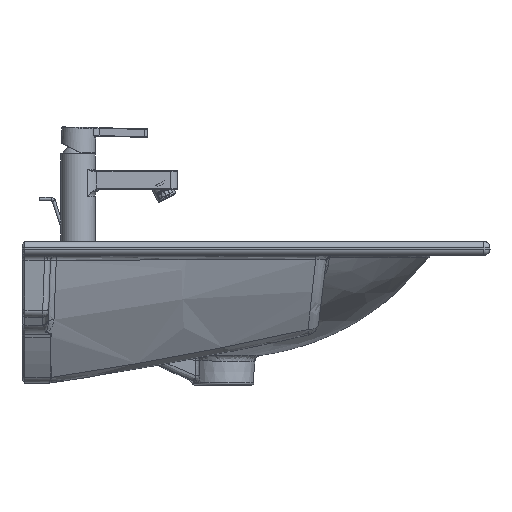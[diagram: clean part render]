
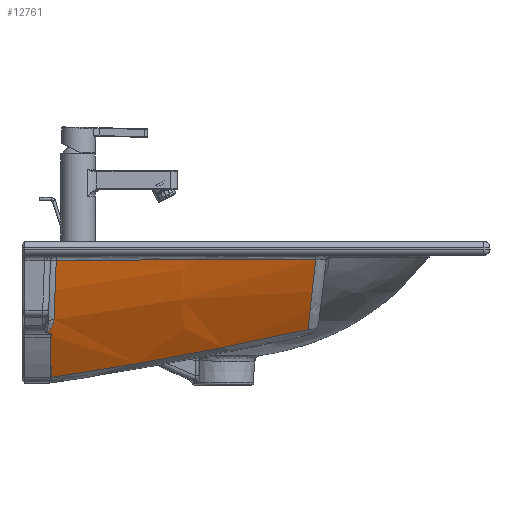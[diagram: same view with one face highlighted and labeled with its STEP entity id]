
A CAD part, front view. The second image highlights one B-rep face of the part: STEP entity #12761.
In plain terms, the highlighted free-form (B-spline) face has degree [4, 2] with [5, 3] control points.
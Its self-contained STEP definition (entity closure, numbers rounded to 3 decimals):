
#11873=CARTESIAN_POINT('',(108.004,-261.256,-20.666));
#11874=VERTEX_POINT('',#11873);
#11891=CARTESIAN_POINT('',(99.014,-221.193,-102.364));
#11892=VERTEX_POINT('',#11891);
#11893=CARTESIAN_POINT('',(108.004,-261.256,-20.666));
#11894=CARTESIAN_POINT('',(107.179,-258.656,-28.183));
#11895=CARTESIAN_POINT('',(106.362,-255.817,-35.617));
#11896=CARTESIAN_POINT('',(105.556,-252.743,-42.95));
#11897=CARTESIAN_POINT('',(103.279,-244.058,-63.67));
#11898=CARTESIAN_POINT('',(101.085,-233.493,-83.592));
#11899=CARTESIAN_POINT('',(99.014,-221.193,-102.364));
#11900=B_SPLINE_CURVE_WITH_KNOTS('',3,(#11893,#11894,#11895,#11896,#11897,#11898,#11899),.UNSPECIFIED.,.F.,.U.,(4,3,4),(138.932,171.824,264.756),.UNSPECIFIED.);
#11901=EDGE_CURVE('',#11874,#11892,#11900,.T.);
#12006=CARTESIAN_POINT('',(-200.505,-221.193,-158.188));
#12007=VERTEX_POINT('',#12006);
#12008=CARTESIAN_POINT('',(-781.924,-221.193,3792.833));
#12009=DIRECTION('',(0.0,1.0,0.0));
#12010=DIRECTION('',(1.0,0.0,0.0));
#12011=AXIS2_PLACEMENT_3D('',#12008,#12009,#12010);
#12012=CIRCLE('',#12011,3993.572);
#12013=EDGE_CURVE('',#11892,#12007,#12012,.T.);
#12659=CARTESIAN_POINT('',(-204.561,-276.515,-23.315));
#12660=CARTESIAN_POINT('',(-204.595,-270.024,-59.597));
#12661=CARTESIAN_POINT('',(-204.628,-258.437,-94.971));
#12662=CARTESIAN_POINT('',(-204.659,-241.953,-128.345));
#12663=CARTESIAN_POINT('',(-204.688,-221.193,-158.801));
#12664=CARTESIAN_POINT('',(-49.358,-276.515,0.167));
#12665=CARTESIAN_POINT('',(-47.916,-270.024,-36.117));
#12666=CARTESIAN_POINT('',(-46.51,-258.437,-71.492));
#12667=CARTESIAN_POINT('',(-45.184,-241.953,-104.867));
#12668=CARTESIAN_POINT('',(-43.974,-221.193,-135.325));
#12669=CARTESIAN_POINT('',(103.426,-276.515,36.174));
#12670=CARTESIAN_POINT('',(106.339,-270.024,0.009));
#12671=CARTESIAN_POINT('',(109.179,-258.437,-35.25));
#12672=CARTESIAN_POINT('',(111.858,-241.953,-68.517));
#12673=CARTESIAN_POINT('',(114.303,-221.193,-98.875));
#12681=(BOUNDED_SURFACE()B_SPLINE_SURFACE(4,2,((#12659,#12664,#12669),(#12660,#12665,#12670),(#12661,#12666,#12671),(#12662,#12667,#12672),(#12663,#12668,#12673)),.SURF_OF_REVOLUTION.,.F.,.F.,.U.)B_SPLINE_SURFACE_WITH_KNOTS((5,5),(3,3),(-1037.594,-890.16),(0.0,1.0),.UNSPECIFIED.)GEOMETRIC_REPRESENTATION_ITEM()RATIONAL_B_SPLINE_SURFACE(((1.0,0.999,1.0),(1.0,0.999,1.0),(1.0,0.999,1.0),(1.0,0.999,1.0),(1.0,0.999,1.0)))REPRESENTATION_ITEM('')SURFACE());
#12682=CARTESIAN_POINT('',(-194.43,-276.515,-21.768));
#12683=VERTEX_POINT('',#12682);
#12684=CARTESIAN_POINT('',(108.004,-261.256,-20.666));
#12685=CARTESIAN_POINT('',(31.765,-267.454,-20.993));
#12686=CARTESIAN_POINT('',(-44.557,-271.424,-21.281));
#12687=CARTESIAN_POINT('',(-120.877,-274.197,-21.537));
#12688=CARTESIAN_POINT('',(-126.704,-274.409,-21.556));
#12689=CARTESIAN_POINT('',(-132.531,-274.614,-21.576));
#12690=CARTESIAN_POINT('',(-138.357,-274.812,-21.594));
#12691=CARTESIAN_POINT('',(-157.047,-275.446,-21.655));
#12692=CARTESIAN_POINT('',(-175.738,-276.01,-21.712));
#12693=CARTESIAN_POINT('',(-194.43,-276.515,-21.768));
#12694=B_SPLINE_CURVE_WITH_KNOTS('',3,(#12684,#12685,#12686,#12687,#12688,#12689,#12690,#12691,#12692,#12693),.UNSPECIFIED.,.F.,.U.,(4,3,3,4),(439.04,769.746,794.994,875.98),.UNSPECIFIED.);
#12695=EDGE_CURVE('',#11874,#12683,#12694,.T.);
#12696=ORIENTED_EDGE('',*,*,#12695,.T.);
#12697=CARTESIAN_POINT('',(-197.099,-256.75,-91.04));
#12698=VERTEX_POINT('',#12697);
#12699=CARTESIAN_POINT('',(-194.43,-276.515,-21.768));
#12700=CARTESIAN_POINT('',(-195.344,-272.304,-45.454));
#12701=CARTESIAN_POINT('',(-196.24,-265.671,-68.706));
#12702=CARTESIAN_POINT('',(-197.099,-256.75,-91.04));
#12703=B_SPLINE_CURVE_WITH_KNOTS('',3,(#12699,#12700,#12701,#12702),.UNSPECIFIED.,.F.,.U.,(4,4),(52.444,155.301),.UNSPECIFIED.);
#12704=EDGE_CURVE('',#12683,#12698,#12703,.T.);
#12705=ORIENTED_EDGE('',*,*,#12704,.T.);
#12706=CARTESIAN_POINT('',(-204.638,-251.198,-105.215));
#12707=VERTEX_POINT('',#12706);
#12708=CARTESIAN_POINT('',(-197.099,-256.75,-91.04));
#12709=CARTESIAN_POINT('',(-197.163,-256.089,-92.695));
#12710=CARTESIAN_POINT('',(-197.503,-255.454,-94.29));
#12711=CARTESIAN_POINT('',(-198.012,-254.874,-95.753));
#12712=CARTESIAN_POINT('',(-198.899,-253.864,-98.302));
#12713=CARTESIAN_POINT('',(-200.262,-253.024,-100.442));
#12714=CARTESIAN_POINT('',(-201.736,-252.333,-102.231));
#12715=CARTESIAN_POINT('',(-202.648,-251.905,-103.339));
#12716=CARTESIAN_POINT('',(-203.612,-251.53,-104.324));
#12717=CARTESIAN_POINT('',(-204.638,-251.198,-105.215));
#12718=B_SPLINE_CURVE_WITH_KNOTS('',3,(#12708,#12709,#12710,#12711,#12712,#12713,#12714,#12715,#12716,#12717),.UNSPECIFIED.,.F.,.U.,(4,3,3,4),(47.254,53.649,64.789,71.689),.UNSPECIFIED.);
#12719=EDGE_CURVE('',#12698,#12707,#12718,.T.);
#12720=ORIENTED_EDGE('',*,*,#12719,.T.);
#12721=CARTESIAN_POINT('',(-200.141,-249.262,-108.775));
#12722=VERTEX_POINT('',#12721);
#12723=CARTESIAN_POINT('',(-200.141,-249.262,-108.775));
#12724=CARTESIAN_POINT('',(-200.113,-249.339,-108.606));
#12725=CARTESIAN_POINT('',(-200.111,-249.418,-108.437));
#12726=CARTESIAN_POINT('',(-200.137,-249.497,-108.269));
#12727=CARTESIAN_POINT('',(-200.255,-249.683,-107.886));
#12728=CARTESIAN_POINT('',(-200.473,-249.849,-107.559));
#12729=CARTESIAN_POINT('',(-200.627,-249.942,-107.38));
#12730=CARTESIAN_POINT('',(-201.082,-250.179,-106.932));
#12731=CARTESIAN_POINT('',(-201.611,-250.378,-106.575));
#12732=CARTESIAN_POINT('',(-201.958,-250.494,-106.371));
#12733=CARTESIAN_POINT('',(-202.695,-250.72,-105.984));
#12734=CARTESIAN_POINT('',(-203.461,-250.921,-105.654));
#12735=CARTESIAN_POINT('',(-203.852,-251.017,-105.498));
#12736=CARTESIAN_POINT('',(-204.244,-251.109,-105.353));
#12737=CARTESIAN_POINT('',(-204.638,-251.198,-105.215));
#12738=B_SPLINE_CURVE_WITH_KNOTS('',5,(#12723,#12724,#12725,#12726,#12727,#12728,#12729,#12730,#12731,#12732,#12733,#12734,#12735,#12736,#12737),.UNSPECIFIED.,.F.,.U.,(6,3,3,3,6),(99.776,100.922,102.58,105.584,108.689),.UNSPECIFIED.);
#12739=EDGE_CURVE('',#12707,#12722,#12738,.F.);
#12740=ORIENTED_EDGE('',*,*,#12739,.T.);
#12741=CARTESIAN_POINT('',(-200.619,-248.289,-110.919));
#12742=VERTEX_POINT('',#12741);
#12743=CARTESIAN_POINT('',(-870.12,-214.617,-183.179));
#12744=DIRECTION('',(0.001,0.911,0.413));
#12745=DIRECTION('',(0.991,-0.055,0.119));
#12746=AXIS2_PLACEMENT_3D('',#12743,#12744,#12745);
#12747=ELLIPSE('',#12746,675.863,120.532);
#12748=EDGE_CURVE('',#12722,#12742,#12747,.T.);
#12749=ORIENTED_EDGE('',*,*,#12748,.T.);
#12750=CARTESIAN_POINT('',(-200.505,-221.193,-158.188));
#12751=CARTESIAN_POINT('',(-200.543,-231.435,-143.167));
#12752=CARTESIAN_POINT('',(-200.581,-240.504,-127.347));
#12753=CARTESIAN_POINT('',(-200.618,-248.289,-110.919));
#12754=B_SPLINE_CURVE_WITH_KNOTS('',3,(#12750,#12751,#12752,#12753),.UNSPECIFIED.,.F.,.U.,(4,4),(41.699,118.843),.UNSPECIFIED.);
#12755=EDGE_CURVE('',#12007,#12742,#12754,.T.);
#12756=ORIENTED_EDGE('',*,*,#12755,.F.);
#12757=ORIENTED_EDGE('',*,*,#12013,.F.);
#12758=ORIENTED_EDGE('',*,*,#11901,.F.);
#12759=EDGE_LOOP('',(#12696,#12705,#12720,#12740,#12749,#12756,#12757,#12758));
#12760=FACE_OUTER_BOUND('',#12759,.T.);
#12761=ADVANCED_FACE('',(#12760),#12681,.T.);
